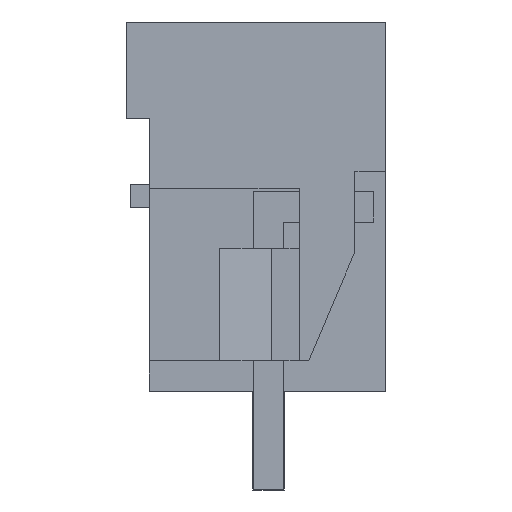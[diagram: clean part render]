
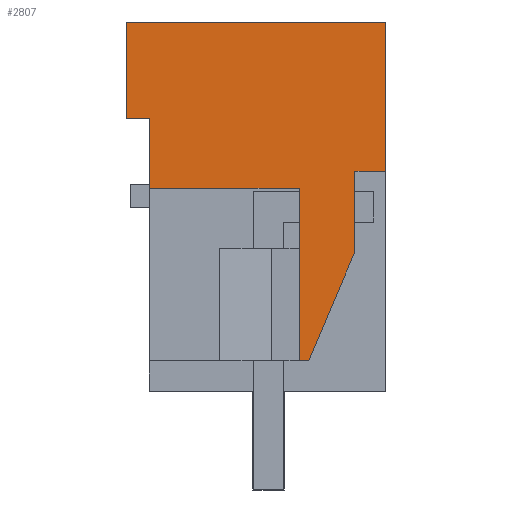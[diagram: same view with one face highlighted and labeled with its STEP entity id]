
A CAD part, left-side view. The second image highlights one B-rep face of the part: STEP entity #2807.
In plain terms, the highlighted planar face has unit normal (-1, 0, 0).
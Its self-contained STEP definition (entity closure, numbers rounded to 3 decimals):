
#2740=AXIS2_PLACEMENT_3D('Plane Axis2P3D',#2737,#2738,#2739) ;
#411=CARTESIAN_POINT('Vertex',(0.,7.68,9.8)) ;
#414=CARTESIAN_POINT('Line Origine',(0.,7.68,10.94)) ;
#418=CARTESIAN_POINT('Vertex',(0.,7.68,12.08)) ;
#2566=CARTESIAN_POINT('Vertex',(0.,2.501,4.2)) ;
#2569=CARTESIAN_POINT('Line Origine',(0.,2.655,4.2)) ;
#2573=CARTESIAN_POINT('Vertex',(0.,2.81,4.2)) ;
#2721=CARTESIAN_POINT('Vertex',(0.,2.81,9.8)) ;
#2724=CARTESIAN_POINT('Line Origine',(0.,5.245,9.8)) ;
#2737=CARTESIAN_POINT('Axis2P3D Location',(0.,8.43,1.7)) ;
#2742=CARTESIAN_POINT('Line Origine',(0.,1.752,5.968)) ;
#2746=CARTESIAN_POINT('Vertex',(0.,1.003,7.735)) ;
#2749=CARTESIAN_POINT('Line Origine',(0.,1.003,9.041)) ;
#2753=CARTESIAN_POINT('Vertex',(0.,1.003,10.346)) ;
#2756=CARTESIAN_POINT('Line Origine',(0.,0.501,10.346)) ;
#2760=CARTESIAN_POINT('Vertex',(0.,0.,10.346)) ;
#2763=CARTESIAN_POINT('Line Origine',(0.,0.,12.773)) ;
#2767=CARTESIAN_POINT('Vertex',(0.,0.,15.2)) ;
#2770=CARTESIAN_POINT('Line Origine',(0.,4.215,15.2)) ;
#2774=CARTESIAN_POINT('Vertex',(0.,8.43,15.2)) ;
#2777=CARTESIAN_POINT('Line Origine',(0.,8.43,13.64)) ;
#2781=CARTESIAN_POINT('Vertex',(0.,8.43,12.08)) ;
#2784=CARTESIAN_POINT('Line Origine',(0.,8.055,12.08)) ;
#2789=CARTESIAN_POINT('Line Origine',(0.,2.81,7.)) ;
#415=DIRECTION('Vector Direction',(0.,0.,-1.)) ;
#2570=DIRECTION('Vector Direction',(0.,1.,0.)) ;
#2725=DIRECTION('Vector Direction',(0.,1.,0.)) ;
#2738=DIRECTION('Axis2P3D Direction',(-1.,0.,0.)) ;
#2739=DIRECTION('Axis2P3D XDirection',(0.,1.,0.)) ;
#2743=DIRECTION('Vector Direction',(0.,0.39,-0.921)) ;
#2750=DIRECTION('Vector Direction',(0.,0.,-1.)) ;
#2757=DIRECTION('Vector Direction',(0.,1.,0.)) ;
#2764=DIRECTION('Vector Direction',(0.,0.,1.)) ;
#2771=DIRECTION('Vector Direction',(0.,1.,0.)) ;
#2778=DIRECTION('Vector Direction',(0.,0.,-1.)) ;
#2785=DIRECTION('Vector Direction',(0.,-1.,0.)) ;
#2790=DIRECTION('Vector Direction',(0.,0.,1.)) ;
#416=VECTOR('Line Direction',#415,1.) ;
#2571=VECTOR('Line Direction',#2570,1.) ;
#2726=VECTOR('Line Direction',#2725,1.) ;
#2744=VECTOR('Line Direction',#2743,1.) ;
#2751=VECTOR('Line Direction',#2750,1.) ;
#2758=VECTOR('Line Direction',#2757,1.) ;
#2765=VECTOR('Line Direction',#2764,1.) ;
#2772=VECTOR('Line Direction',#2771,1.) ;
#2779=VECTOR('Line Direction',#2778,1.) ;
#2786=VECTOR('Line Direction',#2785,1.) ;
#2791=VECTOR('Line Direction',#2790,1.) ;
#2795=ORIENTED_EDGE('',*,*,#2575,.F.) ;
#2796=ORIENTED_EDGE('',*,*,#2748,.F.) ;
#2797=ORIENTED_EDGE('',*,*,#2755,.F.) ;
#2798=ORIENTED_EDGE('',*,*,#2762,.F.) ;
#2799=ORIENTED_EDGE('',*,*,#2769,.T.) ;
#2800=ORIENTED_EDGE('',*,*,#2776,.T.) ;
#2801=ORIENTED_EDGE('',*,*,#2783,.T.) ;
#2802=ORIENTED_EDGE('',*,*,#2788,.T.) ;
#2803=ORIENTED_EDGE('',*,*,#420,.T.) ;
#2804=ORIENTED_EDGE('',*,*,#2728,.F.) ;
#2805=ORIENTED_EDGE('',*,*,#2793,.F.) ;
#2807=ADVANCED_FACE('HOUSING',(#2806),#2741,.T.) ;
#420=EDGE_CURVE('',#419,#412,#417,.T.) ;
#2575=EDGE_CURVE('',#2567,#2574,#2572,.T.) ;
#2728=EDGE_CURVE('',#2722,#412,#2727,.T.) ;
#2748=EDGE_CURVE('',#2747,#2567,#2745,.T.) ;
#2755=EDGE_CURVE('',#2754,#2747,#2752,.T.) ;
#2762=EDGE_CURVE('',#2761,#2754,#2759,.T.) ;
#2769=EDGE_CURVE('',#2761,#2768,#2766,.T.) ;
#2776=EDGE_CURVE('',#2768,#2775,#2773,.T.) ;
#2783=EDGE_CURVE('',#2775,#2782,#2780,.T.) ;
#2788=EDGE_CURVE('',#2782,#419,#2787,.T.) ;
#2793=EDGE_CURVE('',#2574,#2722,#2792,.T.) ;
#2794=EDGE_LOOP('',(#2795,#2796,#2797,#2798,#2799,#2800,#2801,#2802,#2803,#2804,#2805)) ;
#2806=FACE_OUTER_BOUND('',#2794,.T.) ;
#417=LINE('Line',#414,#416) ;
#2572=LINE('Line',#2569,#2571) ;
#2727=LINE('Line',#2724,#2726) ;
#2745=LINE('Line',#2742,#2744) ;
#2752=LINE('Line',#2749,#2751) ;
#2759=LINE('Line',#2756,#2758) ;
#2766=LINE('Line',#2763,#2765) ;
#2773=LINE('Line',#2770,#2772) ;
#2780=LINE('Line',#2777,#2779) ;
#2787=LINE('Line',#2784,#2786) ;
#2792=LINE('Line',#2789,#2791) ;
#2741=PLANE('',#2740) ;
#412=VERTEX_POINT('',#411) ;
#419=VERTEX_POINT('',#418) ;
#2567=VERTEX_POINT('',#2566) ;
#2574=VERTEX_POINT('',#2573) ;
#2722=VERTEX_POINT('',#2721) ;
#2747=VERTEX_POINT('',#2746) ;
#2754=VERTEX_POINT('',#2753) ;
#2761=VERTEX_POINT('',#2760) ;
#2768=VERTEX_POINT('',#2767) ;
#2775=VERTEX_POINT('',#2774) ;
#2782=VERTEX_POINT('',#2781) ;
